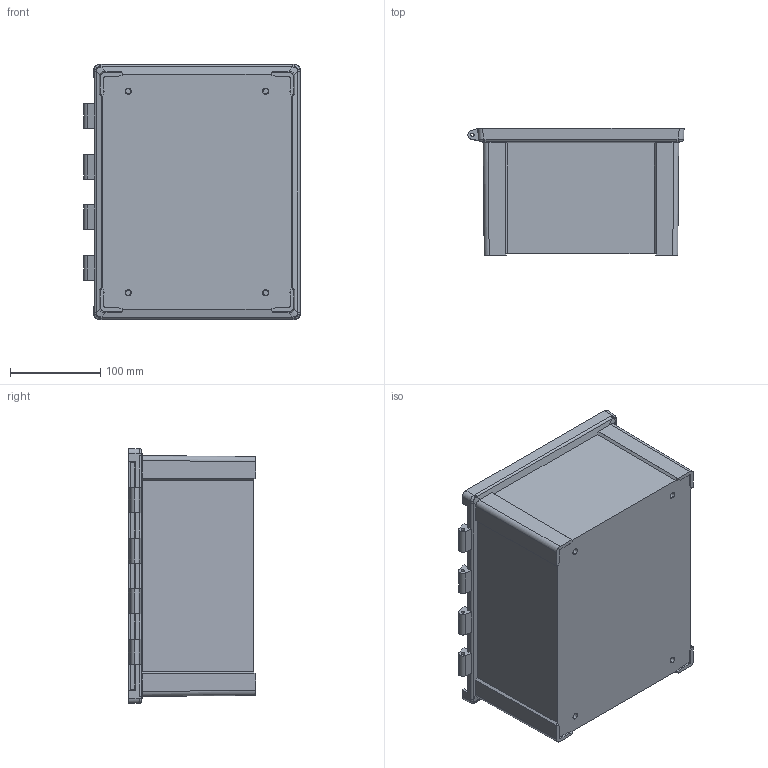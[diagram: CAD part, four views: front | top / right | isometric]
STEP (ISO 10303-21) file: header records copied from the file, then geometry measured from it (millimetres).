
FILE_DESCRIPTION (( 'STEP AP214' ), '1' );
FILE_NAME ('10x8_hinge_base.STEP', '2016-05-12T05:30:29', ( '' ), ( '' ), 'SwSTEP 2.0', 'SolidWorks 2015', '' );
FILE_SCHEMA (( 'AUTOMOTIVE_DESIGN' ));
Length unit declared in the file: millimetre
Products named in the file (1): 10x8_hinge_base
Bounding box: 238.96 x 140.5 x 282 mm (x, y, z)
Volume: 818380.5 mm3; surface area: 401149.1 mm2
Topology: 6 solids, 18 shells, 568 faces, 1513 edges, 994 vertices
Faces by surface type: plane 344, cylinder 155, cone 41, bspline 28
Entity records: 18818 total; most frequent: CARTESIAN_POINT 5082, ORIENTED_EDGE 3010, DIRECTION 2623, EDGE_CURVE 1505, VERTEX_POINT 994, LINE 977, VECTOR 977, AXIS2_PLACEMENT_3D 823
